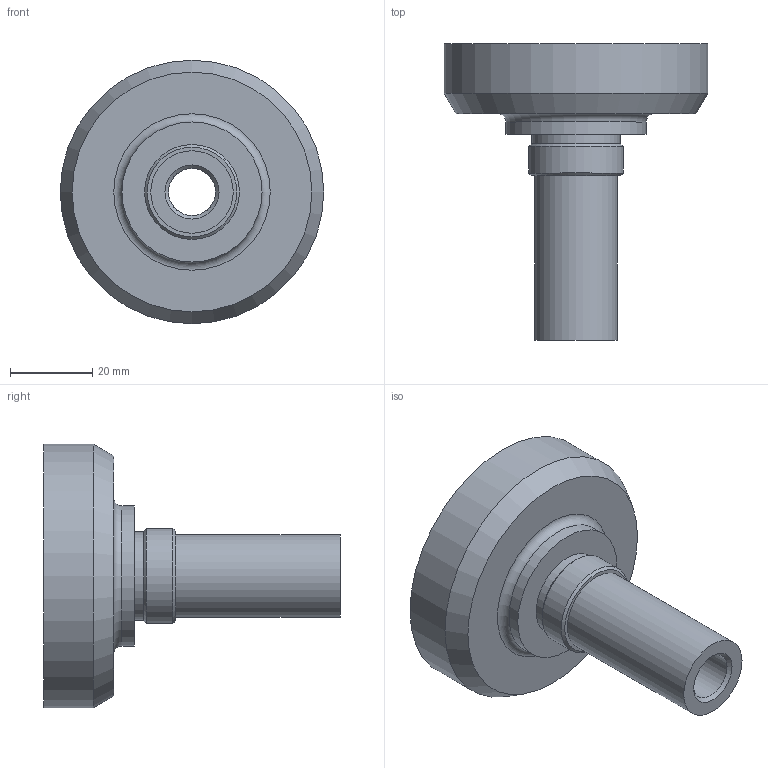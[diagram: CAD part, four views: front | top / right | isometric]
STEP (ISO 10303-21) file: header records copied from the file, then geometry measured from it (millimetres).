
FILE_DESCRIPTION(/* description */ ('STEP AP214'),/* implementation_level */ '2;1');
FILE_NAME(/* name */ '555430_DADG-AK-140-1G14',/* time_stamp */ '2024-08-12T16:33:04+02:00',/* author */ ('License CC BY-ND 4.0'),/* organization */ ('CADENAS'),/* preprocessor_version */ 'ST-DEVELOPER v19.3',/* originating_system */ 'PARTsolutions',/* authorisation */ ' ');
FILE_SCHEMA (('AUTOMOTIVE_DESIGN {1 0 10303 214 3 1 1}'));
Length unit declared in the file: millimetre
Products named in the file (2): 555430 DADG-AK-140-1G14; 719815 DADG-AK-140-1G14
Assembly tree (1 placements, depth 2):
  555430 DADG-AK-140-1G14
    719815 DADG-AK-140-1G14
Bounding box: 64 x 72 x 64 mm (x, y, z)
Volume: 66799.1 mm3; surface area: 15697 mm2
Topology: 1 solids, 1 shells, 26 faces, 48 edges, 30 vertices
Faces by surface type: cylinder 10, plane 8, cone 7, torus 1
Full cylindrical faces by diameter (mm): 5 x2, 11.39 x1, 11.445 x2, 20 x1, 21.4 x1, 23 x1, 34 x1, 64 x1
Entity records: 585 total; most frequent: DIRECTION 108, CARTESIAN_POINT 82, FACE_BOUND 54, AXIS2_PLACEMENT_3D 54, ORIENTED_EDGE 52, EDGE_LOOP 52, VERTEX_POINT 28, EDGE_CURVE 26
